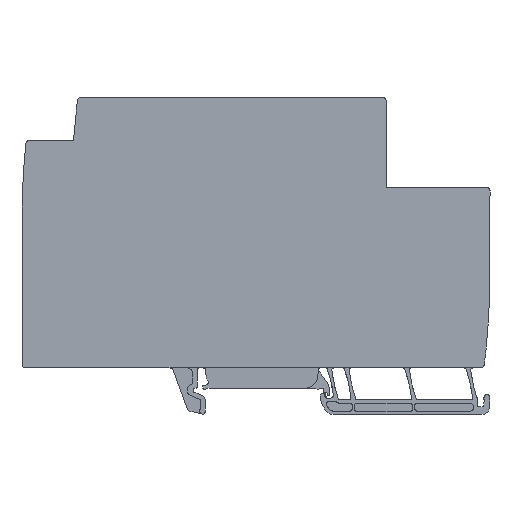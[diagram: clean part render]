
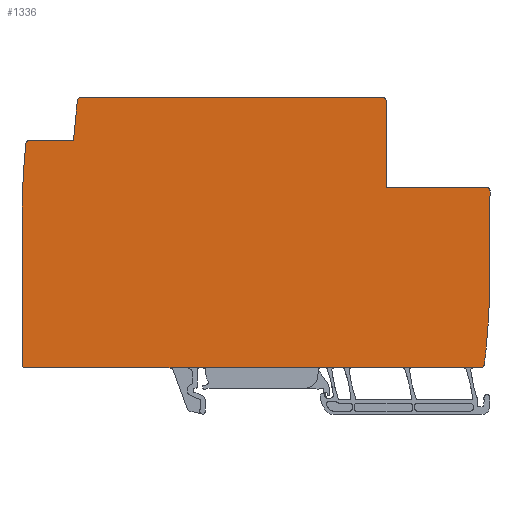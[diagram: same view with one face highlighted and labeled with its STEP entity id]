
A CAD part, left-side view. The second image highlights one B-rep face of the part: STEP entity #1336.
In plain terms, the highlighted planar face has unit normal (-1, 0, 0).
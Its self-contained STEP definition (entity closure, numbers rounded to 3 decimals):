
#76=AXIS2_PLACEMENT_3D('Circle Axis2P3D',#74,#75,$) ;
#83=AXIS2_PLACEMENT_3D('Circle Axis2P3D',#81,#82,$) ;
#1219=AXIS2_PLACEMENT_3D('Plane Axis2P3D',#1216,#1217,#1218) ;
#1223=AXIS2_PLACEMENT_3D('Circle Axis2P3D',#1221,#1222,$) ;
#1230=AXIS2_PLACEMENT_3D('Circle Axis2P3D',#1228,#1229,$) ;
#1251=AXIS2_PLACEMENT_3D('Circle Axis2P3D',#1249,#1250,$) ;
#1265=AXIS2_PLACEMENT_3D('Circle Axis2P3D',#1263,#1264,$) ;
#1286=AXIS2_PLACEMENT_3D('Circle Axis2P3D',#1284,#1285,$) ;
#1293=AXIS2_PLACEMENT_3D('Circle Axis2P3D',#1291,#1292,$) ;
#1307=AXIS2_PLACEMENT_3D('Circle Axis2P3D',#1305,#1306,$) ;
#71=CARTESIAN_POINT('Vertex',(0.,-0.002,38.15)) ;
#74=CARTESIAN_POINT('Axis2P3D Location',(0.,201.998,38.15)) ;
#78=CARTESIAN_POINT('Vertex',(0.,0.998,18.075)) ;
#81=CARTESIAN_POINT('Axis2P3D Location',(0.,201.998,38.15)) ;
#85=CARTESIAN_POINT('Vertex',(0.,1.529,13.327)) ;
#1195=CARTESIAN_POINT('Line Origine',(0.,-0.002,48.95)) ;
#1199=CARTESIAN_POINT('Vertex',(0.,-0.002,59.75)) ;
#1216=CARTESIAN_POINT('Axis2P3D Location',(0.,62.083,6.75)) ;
#1221=CARTESIAN_POINT('Axis2P3D Location',(0.,2.521,13.45)) ;
#1225=CARTESIAN_POINT('Vertex',(0.,2.521,12.45)) ;
#1228=CARTESIAN_POINT('Axis2P3D Location',(0.,0.998,59.75)) ;
#1232=CARTESIAN_POINT('Vertex',(0.,0.998,60.75)) ;
#1235=CARTESIAN_POINT('Line Origine',(0.,14.373,60.75)) ;
#1239=CARTESIAN_POINT('Vertex',(0.,27.748,60.75)) ;
#1242=CARTESIAN_POINT('Line Origine',(0.,27.748,72.25)) ;
#1246=CARTESIAN_POINT('Vertex',(0.,27.748,83.75)) ;
#1249=CARTESIAN_POINT('Axis2P3D Location',(0.,28.748,83.75)) ;
#1253=CARTESIAN_POINT('Vertex',(0.,28.748,84.75)) ;
#1256=CARTESIAN_POINT('Line Origine',(0.,69.025,84.75)) ;
#1260=CARTESIAN_POINT('Vertex',(0.,109.302,84.75)) ;
#1263=CARTESIAN_POINT('Axis2P3D Location',(0.,109.302,83.75)) ;
#1267=CARTESIAN_POINT('Vertex',(0.,110.298,83.846)) ;
#1270=CARTESIAN_POINT('Line Origine',(0.,110.808,78.548)) ;
#1274=CARTESIAN_POINT('Vertex',(0.,111.318,73.25)) ;
#1277=CARTESIAN_POINT('Line Origine',(0.,117.202,73.25)) ;
#1281=CARTESIAN_POINT('Vertex',(0.,123.086,73.25)) ;
#1284=CARTESIAN_POINT('Axis2P3D Location',(0.,123.086,72.25)) ;
#1288=CARTESIAN_POINT('Vertex',(0.,124.081,72.35)) ;
#1291=CARTESIAN_POINT('Axis2P3D Location',(0.,-76.917,52.25)) ;
#1295=CARTESIAN_POINT('Vertex',(0.,125.083,52.25)) ;
#1298=CARTESIAN_POINT('Line Origine',(0.,125.083,32.85)) ;
#1302=CARTESIAN_POINT('Vertex',(0.,125.083,13.45)) ;
#1305=CARTESIAN_POINT('Axis2P3D Location',(0.,124.083,13.45)) ;
#1309=CARTESIAN_POINT('Vertex',(0.,124.083,12.45)) ;
#1312=CARTESIAN_POINT('Line Origine',(0.,63.302,12.45)) ;
#75=DIRECTION('Axis2P3D Direction',(1.,0.,0.)) ;
#82=DIRECTION('Axis2P3D Direction',(1.,0.,0.)) ;
#1196=DIRECTION('Vector Direction',(0.,0.,1.)) ;
#1217=DIRECTION('Axis2P3D Direction',(1.,0.,0.)) ;
#1218=DIRECTION('Axis2P3D XDirection',(0.,1.,0.)) ;
#1222=DIRECTION('Axis2P3D Direction',(1.,0.,0.)) ;
#1229=DIRECTION('Axis2P3D Direction',(1.,0.,0.)) ;
#1236=DIRECTION('Vector Direction',(0.,-1.,0.)) ;
#1243=DIRECTION('Vector Direction',(0.,0.,-1.)) ;
#1250=DIRECTION('Axis2P3D Direction',(1.,0.,0.)) ;
#1257=DIRECTION('Vector Direction',(0.,1.,0.)) ;
#1264=DIRECTION('Axis2P3D Direction',(1.,0.,0.)) ;
#1271=DIRECTION('Vector Direction',(0.,-0.096,0.995)) ;
#1278=DIRECTION('Vector Direction',(0.,-1.,0.)) ;
#1285=DIRECTION('Axis2P3D Direction',(1.,0.,0.)) ;
#1292=DIRECTION('Axis2P3D Direction',(1.,0.,0.)) ;
#1299=DIRECTION('Vector Direction',(0.,0.,1.)) ;
#1306=DIRECTION('Axis2P3D Direction',(1.,0.,0.)) ;
#1313=DIRECTION('Vector Direction',(0.,1.,0.)) ;
#1197=VECTOR('Line Direction',#1196,1.) ;
#1237=VECTOR('Line Direction',#1236,1.) ;
#1244=VECTOR('Line Direction',#1243,1.) ;
#1258=VECTOR('Line Direction',#1257,1.) ;
#1272=VECTOR('Line Direction',#1271,1.) ;
#1279=VECTOR('Line Direction',#1278,1.) ;
#1300=VECTOR('Line Direction',#1299,1.) ;
#1314=VECTOR('Line Direction',#1313,1.) ;
#1318=ORIENTED_EDGE('',*,*,#1227,.T.) ;
#1319=ORIENTED_EDGE('',*,*,#87,.T.) ;
#1320=ORIENTED_EDGE('',*,*,#80,.T.) ;
#1321=ORIENTED_EDGE('',*,*,#1201,.T.) ;
#1322=ORIENTED_EDGE('',*,*,#1234,.T.) ;
#1323=ORIENTED_EDGE('',*,*,#1241,.F.) ;
#1324=ORIENTED_EDGE('',*,*,#1248,.F.) ;
#1325=ORIENTED_EDGE('',*,*,#1255,.F.) ;
#1326=ORIENTED_EDGE('',*,*,#1262,.T.) ;
#1327=ORIENTED_EDGE('',*,*,#1269,.F.) ;
#1328=ORIENTED_EDGE('',*,*,#1276,.F.) ;
#1329=ORIENTED_EDGE('',*,*,#1283,.F.) ;
#1330=ORIENTED_EDGE('',*,*,#1290,.F.) ;
#1331=ORIENTED_EDGE('',*,*,#1297,.T.) ;
#1332=ORIENTED_EDGE('',*,*,#1304,.F.) ;
#1333=ORIENTED_EDGE('',*,*,#1311,.F.) ;
#1334=ORIENTED_EDGE('',*,*,#1316,.T.) ;
#1336=ADVANCED_FACE('KLEMME',(#1335),#1220,.F.) ;
#77=CIRCLE('generated circle',#76,202.) ;
#84=CIRCLE('generated circle',#83,202.) ;
#1224=CIRCLE('generated circle',#1223,1.) ;
#1231=CIRCLE('generated circle',#1230,1.) ;
#1252=CIRCLE('generated circle',#1251,1.) ;
#1266=CIRCLE('generated circle',#1265,1.) ;
#1287=CIRCLE('generated circle',#1286,1.) ;
#1294=CIRCLE('generated circle',#1293,202.) ;
#1308=CIRCLE('generated circle',#1307,1.) ;
#80=EDGE_CURVE('',#79,#72,#77,.F.) ;
#87=EDGE_CURVE('',#86,#79,#84,.F.) ;
#1201=EDGE_CURVE('',#72,#1200,#1198,.T.) ;
#1227=EDGE_CURVE('',#1226,#86,#1224,.F.) ;
#1234=EDGE_CURVE('',#1200,#1233,#1231,.F.) ;
#1241=EDGE_CURVE('',#1240,#1233,#1238,.T.) ;
#1248=EDGE_CURVE('',#1247,#1240,#1245,.T.) ;
#1255=EDGE_CURVE('',#1254,#1247,#1252,.T.) ;
#1262=EDGE_CURVE('',#1254,#1261,#1259,.T.) ;
#1269=EDGE_CURVE('',#1268,#1261,#1266,.T.) ;
#1276=EDGE_CURVE('',#1275,#1268,#1273,.T.) ;
#1283=EDGE_CURVE('',#1282,#1275,#1280,.T.) ;
#1290=EDGE_CURVE('',#1289,#1282,#1287,.T.) ;
#1297=EDGE_CURVE('',#1289,#1296,#1294,.F.) ;
#1304=EDGE_CURVE('',#1303,#1296,#1301,.T.) ;
#1311=EDGE_CURVE('',#1310,#1303,#1308,.T.) ;
#1316=EDGE_CURVE('',#1310,#1226,#1315,.F.) ;
#1317=EDGE_LOOP('',(#1318,#1319,#1320,#1321,#1322,#1323,#1324,#1325,#1326,#1327,#1328,#1329,#1330,#1331,#1332,#1333,#1334)) ;
#1335=FACE_OUTER_BOUND('',#1317,.T.) ;
#1198=LINE('Line',#1195,#1197) ;
#1238=LINE('Line',#1235,#1237) ;
#1245=LINE('Line',#1242,#1244) ;
#1259=LINE('Line',#1256,#1258) ;
#1273=LINE('Line',#1270,#1272) ;
#1280=LINE('Line',#1277,#1279) ;
#1301=LINE('Line',#1298,#1300) ;
#1315=LINE('Line',#1312,#1314) ;
#1220=PLANE('',#1219) ;
#72=VERTEX_POINT('',#71) ;
#79=VERTEX_POINT('',#78) ;
#86=VERTEX_POINT('',#85) ;
#1200=VERTEX_POINT('',#1199) ;
#1226=VERTEX_POINT('',#1225) ;
#1233=VERTEX_POINT('',#1232) ;
#1240=VERTEX_POINT('',#1239) ;
#1247=VERTEX_POINT('',#1246) ;
#1254=VERTEX_POINT('',#1253) ;
#1261=VERTEX_POINT('',#1260) ;
#1268=VERTEX_POINT('',#1267) ;
#1275=VERTEX_POINT('',#1274) ;
#1282=VERTEX_POINT('',#1281) ;
#1289=VERTEX_POINT('',#1288) ;
#1296=VERTEX_POINT('',#1295) ;
#1303=VERTEX_POINT('',#1302) ;
#1310=VERTEX_POINT('',#1309) ;
